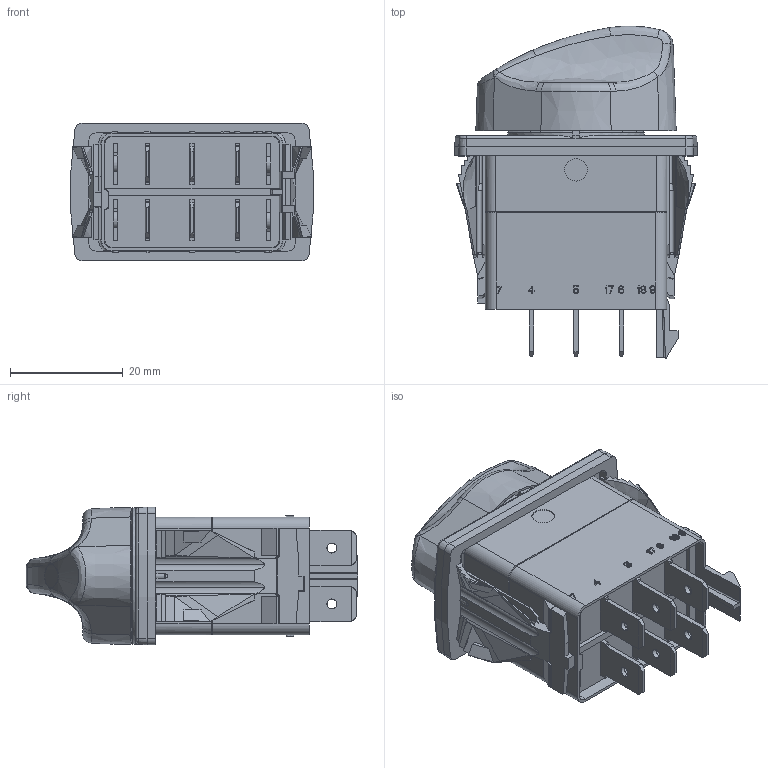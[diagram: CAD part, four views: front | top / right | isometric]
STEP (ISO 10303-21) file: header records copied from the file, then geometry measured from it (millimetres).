
FILE_DESCRIPTION((''),'2;1');
FILE_NAME('5762_ROTARY3_STD_3POS','2013-12-17T',('JUSTINVANETTEN'),(''),'PRO/ENGINEER BY PARAMETRIC TECHNOLOGY CORPORATION, 2012200','PRO/ENGINEER BY PARAMETRIC TECHNOLOGY CORPORATION, 2012200','');
FILE_SCHEMA(('AUTOMOTIVE_DESIGN { 1 2 10303 214 0 1 1 1 }'));
Products named in the file (1): 5762_ROTARY3_STD_3POS
Bounding box: 43 x 58.92 x 24.38 mm (x, y, z)
Volume: 14447.9 mm3; surface area: 21306.4 mm2
Topology: 5 solids, 5 shells, 3210 faces, 8536 edges, 5328 vertices
Faces by surface type: plane 1648, cylinder 602, bspline 551, cone 142, torus 142, sphere 113, extrusion 12
Entity records: 155619 total; most frequent: CARTESIAN_POINT 46411, ORIENTED_EDGE 17016, DIRECTION 13682, EDGE_CURVE 8508, FILL_AREA_STYLE_COLOUR 5533, FILL_AREA_STYLE 5533, SURFACE_STYLE_FILL_AREA 5533, SURFACE_SIDE_STYLE 5533
